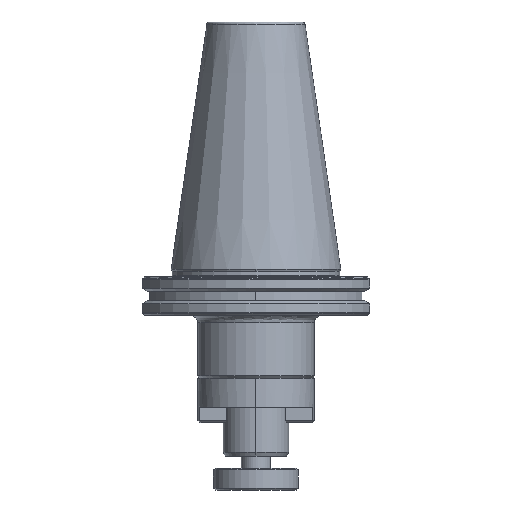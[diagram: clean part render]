
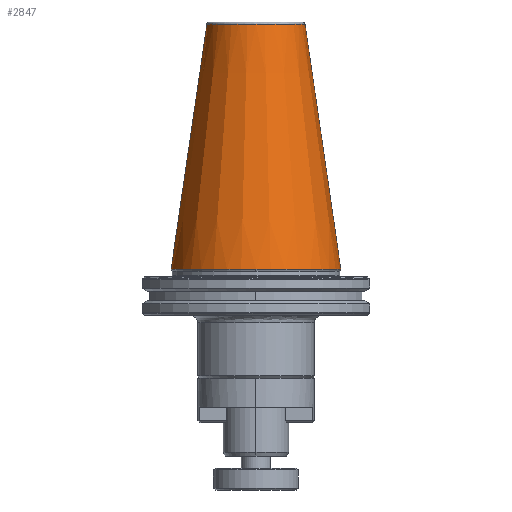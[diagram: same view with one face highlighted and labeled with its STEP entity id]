
A CAD part, front view. The second image highlights one B-rep face of the part: STEP entity #2847.
In plain terms, the highlighted conical face has half-angle 8.297 degrees and reference radius 20.211 mm.
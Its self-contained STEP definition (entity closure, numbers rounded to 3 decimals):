
#86 = ORIENTED_EDGE ( 'NONE', *, *, #5612, .F. ) ;
#94 = VERTEX_POINT ( 'NONE', #5548 ) ;
#109 = CARTESIAN_POINT ( 'NONE',  ( -34.925, 0., 0. ) ) ;
#533 = VECTOR ( 'NONE', #5193, 1000. ) ;
#565 = VERTEX_POINT ( 'NONE', #2612 ) ;
#1055 = AXIS2_PLACEMENT_3D ( 'NONE', #4837, #4828, #4773 ) ;
#1096 = CIRCLE ( 'NONE', #2516, 34.925 ) ;
#1295 = EDGE_LOOP ( 'NONE', ( #86, #2677, #2899, #3244, #3668 ) ) ;
#1441 = AXIS2_PLACEMENT_3D ( 'NONE', #1910, #1898, #1880 ) ;
#1550 = EDGE_CURVE ( 'NONE', #565, #94, #1096, .T. ) ;
#1620 = DIRECTION ( 'NONE',  ( -1., 0., 0. ) ) ;
#1631 = DIRECTION ( 'NONE',  ( 0., 0., 1. ) ) ;
#1640 = CARTESIAN_POINT ( 'NONE',  ( 0., 0., 100.894 ) ) ;
#1715 = CIRCLE ( 'NONE', #1720, 20.211 ) ;
#1720 = AXIS2_PLACEMENT_3D ( 'NONE', #1640, #1631, #1620 ) ;
#1880 = DIRECTION ( 'NONE',  ( 1., 0., 0. ) ) ;
#1898 = DIRECTION ( 'NONE',  ( 0., 0., 1. ) ) ;
#1910 = CARTESIAN_POINT ( 'NONE',  ( 0., 0., 0. ) ) ;
#2025 = VECTOR ( 'NONE', #3898, 1000. ) ;
#2516 = AXIS2_PLACEMENT_3D ( 'NONE', #4758, #4764, #4777 ) ;
#2612 = CARTESIAN_POINT ( 'NONE',  ( 0., -34.925, 0. ) ) ;
#2677 = ORIENTED_EDGE ( 'NONE', *, *, #5141, .F. ) ;
#2843 = LINE ( 'NONE', #4714, #533 ) ;
#2847 = ADVANCED_FACE ( 'NONE', ( #3008 ), #2861, .T. ) ;
#2861 = CONICAL_SURFACE ( 'NONE', #1055, 20.211, 0.145 ) ;
#2899 = ORIENTED_EDGE ( 'NONE', *, *, #5462, .T. ) ;
#3008 = FACE_OUTER_BOUND ( 'NONE', #1295, .T. ) ;
#3244 = ORIENTED_EDGE ( 'NONE', *, *, #5094, .T. ) ;
#3344 = VERTEX_POINT ( 'NONE', #5118 ) ;
#3668 = ORIENTED_EDGE ( 'NONE', *, *, #1550, .T. ) ;
#3898 = DIRECTION ( 'NONE',  ( -0.144, 0., -0.99 ) ) ;
#3985 = CARTESIAN_POINT ( 'NONE',  ( -20.211, 0., 100.894 ) ) ;
#4007 = VERTEX_POINT ( 'NONE', #109 ) ;
#4090 = CIRCLE ( 'NONE', #1441, 34.925 ) ;
#4296 = LINE ( 'NONE', #3985, #2025 ) ;
#4299 = VERTEX_POINT ( 'NONE', #5130 ) ;
#4714 = CARTESIAN_POINT ( 'NONE',  ( 20.211, 0., 100.894 ) ) ;
#4758 = CARTESIAN_POINT ( 'NONE',  ( 0., 0., 0. ) ) ;
#4764 = DIRECTION ( 'NONE',  ( 0., 0., 1. ) ) ;
#4773 = DIRECTION ( 'NONE',  ( -1., 0., 0. ) ) ;
#4777 = DIRECTION ( 'NONE',  ( 1., 0., 0. ) ) ;
#4828 = DIRECTION ( 'NONE',  ( 0., 0., -1. ) ) ;
#4837 = CARTESIAN_POINT ( 'NONE',  ( 0., 0., 100.894 ) ) ;
#5094 = EDGE_CURVE ( 'NONE', #4007, #565, #4090, .T. ) ;
#5118 = CARTESIAN_POINT ( 'NONE',  ( 20.211, 0., 100.894 ) ) ;
#5130 = CARTESIAN_POINT ( 'NONE',  ( -20.211, 0., 100.894 ) ) ;
#5141 = EDGE_CURVE ( 'NONE', #4299, #3344, #1715, .T. ) ;
#5193 = DIRECTION ( 'NONE',  ( 0.144, 0., -0.99 ) ) ;
#5462 = EDGE_CURVE ( 'NONE', #4299, #4007, #4296, .T. ) ;
#5548 = CARTESIAN_POINT ( 'NONE',  ( 34.925, 0., 0. ) ) ;
#5612 = EDGE_CURVE ( 'NONE', #3344, #94, #2843, .T. ) ;
